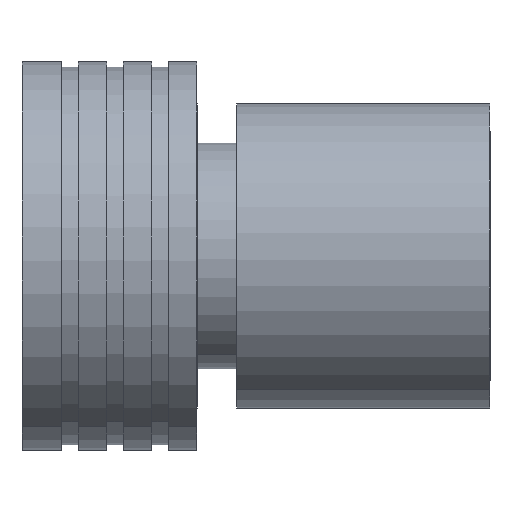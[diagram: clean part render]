
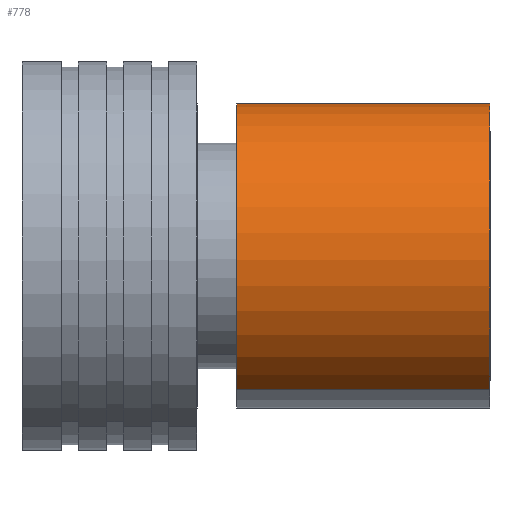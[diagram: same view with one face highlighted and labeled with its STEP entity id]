
A CAD part, left-side view. The second image highlights one B-rep face of the part: STEP entity #778.
In plain terms, the highlighted cylindrical face has radius 27 mm (diameter 54 mm), a partial arc.
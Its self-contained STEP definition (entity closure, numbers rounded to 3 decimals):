
#613=CARTESIAN_POINT('Axis2P3D Location',(0.,41.5,0.)) ;
#731=CARTESIAN_POINT('Vertex',(12.944,44.921,23.695)) ;
#733=CARTESIAN_POINT('Vertex',(-12.944,44.921,-23.695)) ;
#736=CARTESIAN_POINT('Line Origine',(12.944,26.,23.695)) ;
#740=CARTESIAN_POINT('Vertex',(12.944,0.,23.695)) ;
#747=CARTESIAN_POINT('Vertex',(-12.944,0.,-23.695)) ;
#750=CARTESIAN_POINT('Line Origine',(-12.944,26.,-23.695)) ;
#762=CARTESIAN_POINT('Axis2P3D Location',(0.,44.921,0.)) ;
#767=CARTESIAN_POINT('Axis2P3D Location',(0.,0.,0.)) ;
#614=DIRECTION('Axis2P3D Direction',(0.,1.,0.)) ;
#615=DIRECTION('Axis2P3D XDirection',(0.479,-0.,0.878)) ;
#737=DIRECTION('Vector Direction',(0.,1.,0.)) ;
#751=DIRECTION('Vector Direction',(0.,1.,0.)) ;
#763=DIRECTION('Axis2P3D Direction',(0.,1.,0.)) ;
#768=DIRECTION('Axis2P3D Direction',(0.,1.,0.)) ;
#616=AXIS2_PLACEMENT_3D('Cylinder Axis2P3D',#613,#614,#615) ;
#764=AXIS2_PLACEMENT_3D('Circle Axis2P3D',#762,#763,$) ;
#769=AXIS2_PLACEMENT_3D('Circle Axis2P3D',#767,#768,$) ;
#773=ORIENTED_EDGE('',*,*,#766,.F.) ;
#774=ORIENTED_EDGE('',*,*,#754,.T.) ;
#775=ORIENTED_EDGE('',*,*,#771,.T.) ;
#776=ORIENTED_EDGE('',*,*,#742,.F.) ;
#738=VECTOR('Line Direction',#737,1.) ;
#752=VECTOR('Line Direction',#751,1.) ;
#778=ADVANCED_FACE('Corps principal',(#777),#617,.T.) ;
#765=CIRCLE('generated circle',#764,27.) ;
#770=CIRCLE('generated circle',#769,27.) ;
#617=CYLINDRICAL_SURFACE('generated cylinder',#616,27.) ;
#742=EDGE_CURVE('',#732,#741,#739,.F.) ;
#754=EDGE_CURVE('',#734,#748,#753,.F.) ;
#766=EDGE_CURVE('',#734,#732,#765,.T.) ;
#771=EDGE_CURVE('',#748,#741,#770,.T.) ;
#772=EDGE_LOOP('',(#773,#774,#775,#776)) ;
#777=FACE_OUTER_BOUND('',#772,.T.) ;
#739=LINE('Line',#736,#738) ;
#753=LINE('Line',#750,#752) ;
#732=VERTEX_POINT('',#731) ;
#734=VERTEX_POINT('',#733) ;
#741=VERTEX_POINT('',#740) ;
#748=VERTEX_POINT('',#747) ;
